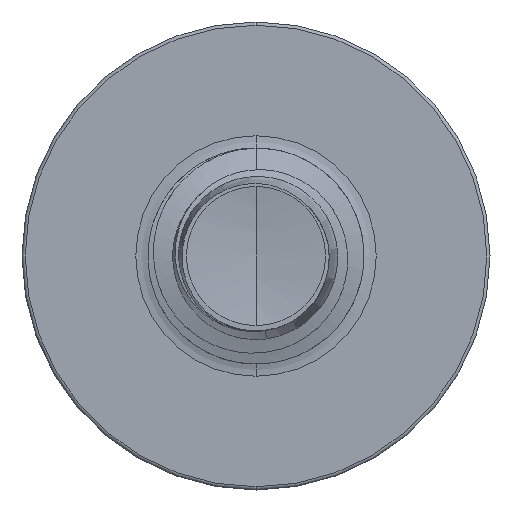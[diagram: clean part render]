
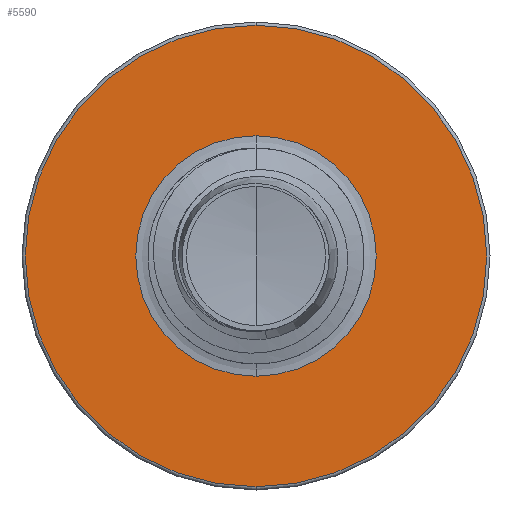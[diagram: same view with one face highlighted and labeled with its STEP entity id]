
A CAD part, front view. The second image highlights one B-rep face of the part: STEP entity #5590.
In plain terms, the highlighted planar face has unit normal (0, -1, 0).
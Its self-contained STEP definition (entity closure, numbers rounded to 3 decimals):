
#513 = EDGE_CURVE ( 'NONE', #7106, #7856, #3209, .T. ) ;
#583 = CARTESIAN_POINT ( 'NONE',  ( 0., 3., 0. ) ) ;
#728 = CARTESIAN_POINT ( 'NONE',  ( 0., 3., 1.67 ) ) ;
#858 = DIRECTION ( 'NONE',  ( 0., 0., 1. ) ) ;
#889 = DIRECTION ( 'NONE',  ( 0., 1., 0. ) ) ;
#1043 = CARTESIAN_POINT ( 'NONE',  ( 0., 3., -1.67 ) ) ;
#1304 = PLANE ( 'NONE',  #1624 ) ;
#1624 = AXIS2_PLACEMENT_3D ( 'NONE', #1043, #889, #858 ) ;
#1798 = CARTESIAN_POINT ( 'NONE',  ( 0., 3., -1.67 ) ) ;
#1859 = DIRECTION ( 'NONE',  ( 0., 0., 1. ) ) ;
#2834 = AXIS2_PLACEMENT_3D ( 'NONE', #9409, #9096, #8912 ) ;
#3065 = ORIENTED_EDGE ( 'NONE', *, *, #9567, .T. ) ;
#3209 = CIRCLE ( 'NONE', #2834, 3.205 ) ;
#3223 = CARTESIAN_POINT ( 'NONE',  ( 0., 3., 3.205 ) ) ;
#3525 = AXIS2_PLACEMENT_3D ( 'NONE', #12328, #7167, #13204 ) ;
#4568 = ORIENTED_EDGE ( 'NONE', *, *, #9052, .F. ) ;
#5426 = VERTEX_POINT ( 'NONE', #1798 ) ;
#5590 = ADVANCED_FACE ( 'NONE', ( #8696, #11462 ), #1304, .F. ) ;
#5642 = VERTEX_POINT ( 'NONE', #728 ) ;
#5738 = CIRCLE ( 'NONE', #6479, 3.205 ) ;
#6479 = AXIS2_PLACEMENT_3D ( 'NONE', #583, #8630, #1859 ) ;
#7106 = VERTEX_POINT ( 'NONE', #3223 ) ;
#7120 = CARTESIAN_POINT ( 'NONE',  ( 0., 3., 0. ) ) ;
#7167 = DIRECTION ( 'NONE',  ( 0., 1., 0. ) ) ;
#7856 = VERTEX_POINT ( 'NONE', #8841 ) ;
#8122 = DIRECTION ( 'NONE',  ( 0., 0., 1. ) ) ;
#8409 = CIRCLE ( 'NONE', #3525, 1.67 ) ;
#8630 = DIRECTION ( 'NONE',  ( 0., 1., 0. ) ) ;
#8696 = FACE_OUTER_BOUND ( 'NONE', #12240, .T. ) ;
#8841 = CARTESIAN_POINT ( 'NONE',  ( 0., 3., -3.205 ) ) ;
#8885 = AXIS2_PLACEMENT_3D ( 'NONE', #7120, #13167, #8122 ) ;
#8912 = DIRECTION ( 'NONE',  ( 0., 0., 1. ) ) ;
#9052 = EDGE_CURVE ( 'NONE', #7856, #7106, #5738, .T. ) ;
#9096 = DIRECTION ( 'NONE',  ( 0., 1., 0. ) ) ;
#9409 = CARTESIAN_POINT ( 'NONE',  ( 0., 3., 0. ) ) ;
#9567 = EDGE_CURVE ( 'NONE', #5426, #5642, #13125, .T. ) ;
#9611 = EDGE_CURVE ( 'NONE', #5642, #5426, #8409, .T. ) ;
#9683 = EDGE_LOOP ( 'NONE', ( #10155, #3065 ) ) ;
#10155 = ORIENTED_EDGE ( 'NONE', *, *, #9611, .T. ) ;
#10621 = ORIENTED_EDGE ( 'NONE', *, *, #513, .F. ) ;
#11462 = FACE_BOUND ( 'NONE', #9683, .T. ) ;
#12240 = EDGE_LOOP ( 'NONE', ( #10621, #4568 ) ) ;
#12328 = CARTESIAN_POINT ( 'NONE',  ( 0., 3., 0. ) ) ;
#13125 = CIRCLE ( 'NONE', #8885, 1.67 ) ;
#13167 = DIRECTION ( 'NONE',  ( 0., 1., 0. ) ) ;
#13204 = DIRECTION ( 'NONE',  ( 0., 0., 1. ) ) ;
